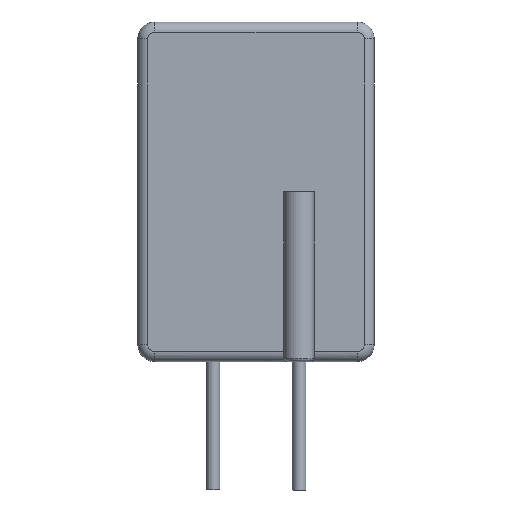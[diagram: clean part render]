
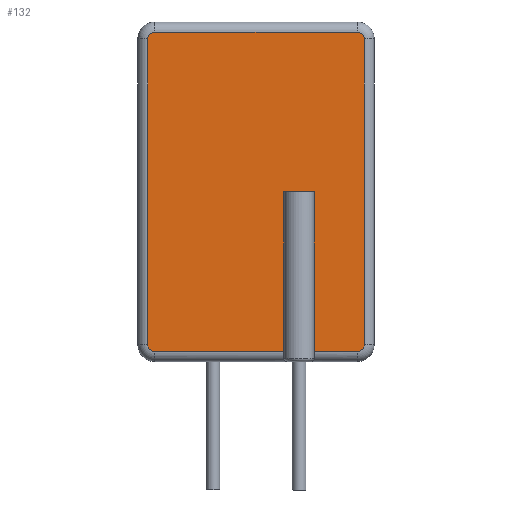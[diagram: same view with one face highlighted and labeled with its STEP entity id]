
A CAD part, front view. The second image highlights one B-rep face of the part: STEP entity #132.
In plain terms, the highlighted planar face has unit normal (0, -1, 0).
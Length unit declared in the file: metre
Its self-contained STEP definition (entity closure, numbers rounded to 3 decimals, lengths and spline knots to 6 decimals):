
#132=ADVANCED_FACE('44635:2391',(#240),#241,.T.);
#240=FACE_OUTER_BOUND('',#325,.T.);
#241=PLANE('',#326);
#325=EDGE_LOOP('',(#581,#582,#583,#584,#585,#586,#587,#588,#589,#590,#591,#592));
#326=AXIS2_PLACEMENT_3D('',#593,#594,#595);
#581=ORIENTED_EDGE('',*,*,#675,.F.);
#582=ORIENTED_EDGE('',*,*,#732,.F.);
#583=ORIENTED_EDGE('',*,*,#658,.F.);
#584=ORIENTED_EDGE('',*,*,#728,.F.);
#585=ORIENTED_EDGE('',*,*,#666,.F.);
#586=ORIENTED_EDGE('',*,*,#720,.F.);
#587=ORIENTED_EDGE('',*,*,#723,.F.);
#588=ORIENTED_EDGE('',*,*,#724,.F.);
#589=ORIENTED_EDGE('',*,*,#681,.F.);
#590=ORIENTED_EDGE('',*,*,#691,.T.);
#591=ORIENTED_EDGE('',*,*,#733,.F.);
#592=ORIENTED_EDGE('',*,*,#689,.F.);
#593=CARTESIAN_POINT('',(-0.002675,-0.0006,0.));
#594=DIRECTION('',(0.,-1.0,0.));
#595=DIRECTION('',(1.0,0.,0.));
#658=EDGE_CURVE('44635:10531',#772,#774,#775,.T.);
#666=EDGE_CURVE('44635:10525',#788,#790,#791,.T.);
#675=EDGE_CURVE('44635:10537',#806,#808,#809,.T.);
#681=EDGE_CURVE('44635:10549',#818,#820,#821,.T.);
#689=EDGE_CURVE('44635:2425',#808,#833,#834,.F.);
#691=EDGE_CURVE('44635:2422',#818,#835,#837,.F.);
#720=EDGE_CURVE('44635:10540',#878,#788,#880,.T.);
#723=EDGE_CURVE('44635:10543',#882,#878,#884,.T.);
#724=EDGE_CURVE('44635:10546',#820,#882,#885,.T.);
#728=EDGE_CURVE('44635:10528',#790,#772,#890,.T.);
#732=EDGE_CURVE('44635:10534',#774,#806,#895,.T.);
#733=EDGE_CURVE('44635:4518',#833,#835,#896,.F.);
#772=VERTEX_POINT('',#902);
#774=VERTEX_POINT('',#904);
#775=LINE('',#905,#906);
#788=VERTEX_POINT('',#922);
#790=VERTEX_POINT('',#924);
#791=LINE('',#925,#926);
#806=VERTEX_POINT('',#953);
#808=VERTEX_POINT('',#955);
#809=LINE('',#956,#957);
#818=VERTEX_POINT('',#995);
#820=VERTEX_POINT('',#1003);
#821=LINE('',#1004,#1005);
#833=VERTEX_POINT('',#1042);
#834=LINE('',#1043,#1044);
#835=VERTEX_POINT('',#1045);
#837=LINE('',#1047,#1048);
#878=VERTEX_POINT('',#1104);
#880=CIRCLE('',#1106,0.0004);
#882=VERTEX_POINT('',#1108);
#884=LINE('',#1110,#1111);
#885=CIRCLE('',#1112,0.0004);
#890=CIRCLE('',#1117,0.0004);
#895=CIRCLE('',#1123,0.0004);
#896=LINE('',#1124,#1125);
#902=CARTESIAN_POINT('',(0.0064,-0.0006,0.0191));
#904=CARTESIAN_POINT('',(0.0064,-0.0006,0.001));
#905=CARTESIAN_POINT('',(0.0064,-0.0006,0.005025));
#906=VECTOR('',#1132,1.0);
#922=CARTESIAN_POINT('',(-0.006,-0.0006,0.0195));
#924=CARTESIAN_POINT('',(0.006,-0.0006,0.0195));
#925=CARTESIAN_POINT('',(-0.001337,-0.0006,0.0195));
#926=VECTOR('',#1148,1.0);
#953=CARTESIAN_POINT('',(0.006,-0.0006,0.0006));
#955=CARTESIAN_POINT('',(0.00345,-0.0006,0.0006));
#956=CARTESIAN_POINT('',(-0.001338,-0.0006,0.0006));
#957=VECTOR('',#1161,1.0);
#995=CARTESIAN_POINT('',(0.00165,-0.0006,0.0006));
#1003=CARTESIAN_POINT('',(-0.006,-0.0006,0.0006));
#1004=CARTESIAN_POINT('',(-0.001338,-0.0006,0.0006));
#1005=VECTOR('',#1163,1.0);
#1042=CARTESIAN_POINT('',(0.00345,-0.0006,0.01005));
#1043=CARTESIAN_POINT('',(0.00345,-0.0006,0.));
#1044=VECTOR('',#1173,1.0);
#1045=CARTESIAN_POINT('',(0.00165,-0.0006,0.01005));
#1047=CARTESIAN_POINT('',(0.00165,-0.0006,0.));
#1048=VECTOR('',#1177,1.0);
#1104=CARTESIAN_POINT('',(-0.0064,-0.0006,0.0191));
#1106=AXIS2_PLACEMENT_3D('',#1244,#1245,#1246);
#1108=CARTESIAN_POINT('',(-0.0064,-0.0006,0.001));
#1110=CARTESIAN_POINT('',(-0.0064,-0.0006,0.005025));
#1111=VECTOR('',#1253,1.0);
#1112=AXIS2_PLACEMENT_3D('',#1254,#1255,#1256);
#1117=AXIS2_PLACEMENT_3D('',#1266,#1267,#1268);
#1123=AXIS2_PLACEMENT_3D('',#1276,#1277,#1278);
#1124=CARTESIAN_POINT('',(0.001275,-0.0006,0.01005));
#1125=VECTOR('',#1279,1.0);
#1132=DIRECTION('',(0.,0.,-1.0));
#1148=DIRECTION('',(1.0,0.,0.));
#1161=DIRECTION('',(-1.0,0.,0.));
#1163=DIRECTION('',(-1.0,0.,0.));
#1173=DIRECTION('',(0.,0.,-1.0));
#1177=DIRECTION('',(0.,0.,-1.0));
#1244=CARTESIAN_POINT('',(-0.006,-0.0006,0.0191));
#1245=DIRECTION('',(0.,1.0,0.));
#1246=DIRECTION('',(-0.707,0.,0.707));
#1253=DIRECTION('',(0.,0.,1.0));
#1254=CARTESIAN_POINT('',(-0.006,-0.0006,0.001));
#1255=DIRECTION('',(0.,1.0,0.));
#1256=DIRECTION('',(-0.707,0.,-0.707));
#1266=CARTESIAN_POINT('',(0.006,-0.0006,0.0191));
#1267=DIRECTION('',(0.,1.0,0.));
#1268=DIRECTION('',(0.707,0.,0.707));
#1276=CARTESIAN_POINT('',(0.006,-0.0006,0.001));
#1277=DIRECTION('',(0.,1.0,0.));
#1278=DIRECTION('',(0.707,0.,-0.707));
#1279=DIRECTION('',(1.0,0.,0.));
